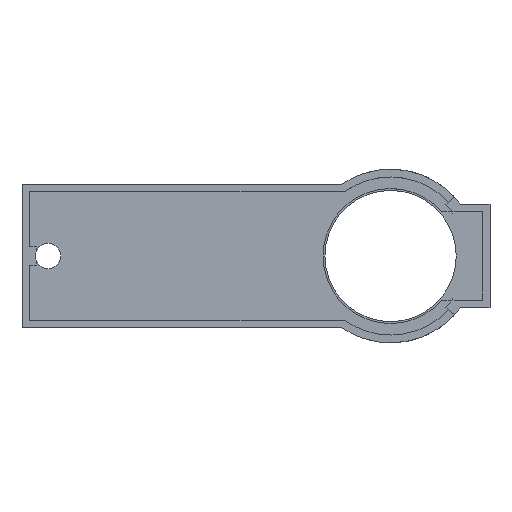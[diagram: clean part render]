
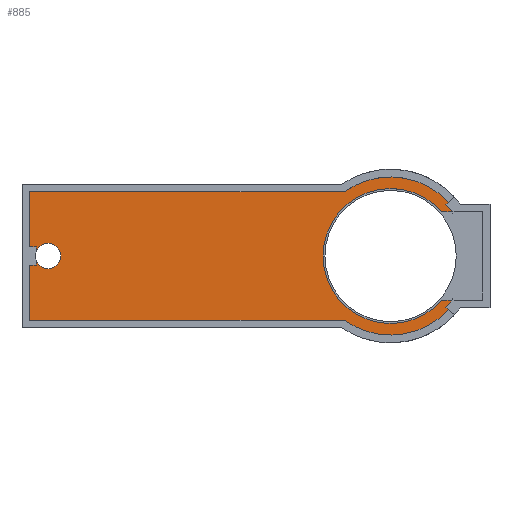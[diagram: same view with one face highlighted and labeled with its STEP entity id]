
A CAD part, top view. The second image highlights one B-rep face of the part: STEP entity #885.
In plain terms, the highlighted planar face has unit normal (0, 0, 1).
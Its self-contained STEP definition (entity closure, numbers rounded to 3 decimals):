
#290 = VERTEX_POINT('',#291);
#291 = CARTESIAN_POINT('',(15.433,14.352,2.));
#297 = EDGE_CURVE('',#298,#290,#300,.T.);
#298 = VERTEX_POINT('',#299);
#299 = CARTESIAN_POINT('',(15.115,14.085,2.));
#300 = LINE('',#301,#302);
#301 = CARTESIAN_POINT('',(-0.715,0.764,2.));
#302 = VECTOR('',#303,1.);
#303 = DIRECTION('',(0.765,0.644,0.));
#443 = VERTEX_POINT('',#444);
#444 = CARTESIAN_POINT('',(15.433,-14.352,2.));
#467 = VERTEX_POINT('',#468);
#468 = CARTESIAN_POINT('',(15.115,-14.085,2.));
#474 = EDGE_CURVE('',#443,#467,#475,.T.);
#475 = LINE('',#476,#477);
#476 = CARTESIAN_POINT('',(-0.874,-0.631,2.));
#477 = VECTOR('',#478,1.);
#478 = DIRECTION('',(-0.765,0.644,0.));
#595 = VERTEX_POINT('',#596);
#596 = CARTESIAN_POINT('',(13.636,-11.75,2.));
#602 = EDGE_CURVE('',#603,#595,#605,.T.);
#603 = VERTEX_POINT('',#604);
#604 = CARTESIAN_POINT('',(16.996,-11.75,2.));
#605 = LINE('',#606,#607);
#606 = CARTESIAN_POINT('',(28.996,-11.75,2.));
#607 = VECTOR('',#608,1.);
#608 = DIRECTION('',(-1.,0.,0.));
#648 = EDGE_CURVE('',#649,#651,#653,.T.);
#649 = VERTEX_POINT('',#650);
#650 = CARTESIAN_POINT('',(13.636,11.75,2.));
#651 = VERTEX_POINT('',#652);
#652 = CARTESIAN_POINT('',(16.996,11.75,2.));
#653 = LINE('',#654,#655);
#654 = CARTESIAN_POINT('',(13.636,11.75,2.));
#655 = VECTOR('',#656,1.);
#656 = DIRECTION('',(1.,0.,0.));
#708 = EDGE_CURVE('',#651,#298,#709,.T.);
#709 = CIRCLE('',#710,21.486);
#710 = AXIS2_PLACEMENT_3D('',#711,#712,#713);
#711 = CARTESIAN_POINT('',(-0.638,-0.527,2.));
#712 = DIRECTION('',(0.,0.,1.));
#713 = DIRECTION('',(1.,0.,0.));
#864 = EDGE_CURVE('',#290,#865,#867,.T.);
#865 = VERTEX_POINT('',#866);
#866 = CARTESIAN_POINT('',(-12.353,17.075,2.));
#867 = CIRCLE('',#868,21.075);
#868 = AXIS2_PLACEMENT_3D('',#869,#870,#871);
#869 = CARTESIAN_POINT('',(0.,0.,2.));
#870 = DIRECTION('',(0.,0.,1.));
#871 = DIRECTION('',(1.,0.,0.));
#885 = ADVANCED_FACE('',(#886,#939),#950,.T.);
#886 = FACE_BOUND('',#887,.T.);
#887 = EDGE_LOOP('',(#888,#895,#896,#897,#898,#899,#907,#915,#923,#930,
    #931,#938));
#888 = ORIENTED_EDGE('',*,*,#889,.F.);
#889 = EDGE_CURVE('',#649,#595,#890,.T.);
#890 = CIRCLE('',#891,18.);
#891 = AXIS2_PLACEMENT_3D('',#892,#893,#894);
#892 = CARTESIAN_POINT('',(0.,0.,2.));
#893 = DIRECTION('',(0.,0.,1.));
#894 = DIRECTION('',(1.,0.,0.));
#895 = ORIENTED_EDGE('',*,*,#648,.T.);
#896 = ORIENTED_EDGE('',*,*,#708,.T.);
#897 = ORIENTED_EDGE('',*,*,#297,.T.);
#898 = ORIENTED_EDGE('',*,*,#864,.T.);
#899 = ORIENTED_EDGE('',*,*,#900,.T.);
#900 = EDGE_CURVE('',#865,#901,#903,.T.);
#901 = VERTEX_POINT('',#902);
#902 = CARTESIAN_POINT('',(-96.253,17.075,2.));
#903 = LINE('',#904,#905);
#904 = CARTESIAN_POINT('',(-12.353,17.075,2.));
#905 = VECTOR('',#906,1.);
#906 = DIRECTION('',(-1.,0.,0.));
#907 = ORIENTED_EDGE('',*,*,#908,.F.);
#908 = EDGE_CURVE('',#909,#901,#911,.T.);
#909 = VERTEX_POINT('',#910);
#910 = CARTESIAN_POINT('',(-96.253,-17.075,2.));
#911 = LINE('',#912,#913);
#912 = CARTESIAN_POINT('',(-96.253,-17.075,2.));
#913 = VECTOR('',#914,1.);
#914 = DIRECTION('',(0.,1.,0.));
#915 = ORIENTED_EDGE('',*,*,#916,.F.);
#916 = EDGE_CURVE('',#917,#909,#919,.T.);
#917 = VERTEX_POINT('',#918);
#918 = CARTESIAN_POINT('',(-12.353,-17.075,2.));
#919 = LINE('',#920,#921);
#920 = CARTESIAN_POINT('',(-12.353,-17.075,2.));
#921 = VECTOR('',#922,1.);
#922 = DIRECTION('',(-1.,0.,0.));
#923 = ORIENTED_EDGE('',*,*,#924,.T.);
#924 = EDGE_CURVE('',#917,#443,#925,.T.);
#925 = CIRCLE('',#926,21.075);
#926 = AXIS2_PLACEMENT_3D('',#927,#928,#929);
#927 = CARTESIAN_POINT('',(0.,0.,2.));
#928 = DIRECTION('',(0.,0.,1.));
#929 = DIRECTION('',(1.,0.,0.));
#930 = ORIENTED_EDGE('',*,*,#474,.T.);
#931 = ORIENTED_EDGE('',*,*,#932,.T.);
#932 = EDGE_CURVE('',#467,#603,#933,.T.);
#933 = CIRCLE('',#934,21.486);
#934 = AXIS2_PLACEMENT_3D('',#935,#936,#937);
#935 = CARTESIAN_POINT('',(-0.638,0.527,2.));
#936 = DIRECTION('',(0.,0.,1.));
#937 = DIRECTION('',(1.,0.,0.));
#938 = ORIENTED_EDGE('',*,*,#602,.T.);
#939 = FACE_BOUND('',#940,.T.);
#940 = EDGE_LOOP('',(#941));
#941 = ORIENTED_EDGE('',*,*,#942,.F.);
#942 = EDGE_CURVE('',#943,#943,#945,.T.);
#943 = VERTEX_POINT('',#944);
#944 = CARTESIAN_POINT('',(-87.955,0.,2.));
#945 = CIRCLE('',#946,3.375);
#946 = AXIS2_PLACEMENT_3D('',#947,#948,#949);
#947 = CARTESIAN_POINT('',(-91.33,0.,2.));
#948 = DIRECTION('',(0.,0.,1.));
#949 = DIRECTION('',(1.,0.,0.));
#950 = PLANE('',#951);
#951 = AXIS2_PLACEMENT_3D('',#952,#953,#954);
#952 = CARTESIAN_POINT('',(-27.653,0.,2.));
#953 = DIRECTION('',(0.,0.,1.));
#954 = DIRECTION('',(1.,0.,0.));
